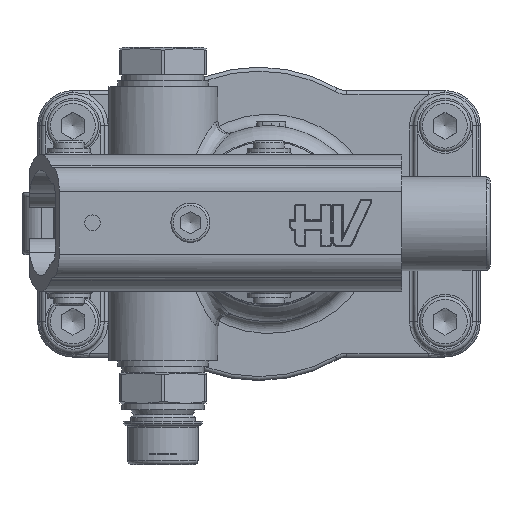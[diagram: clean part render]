
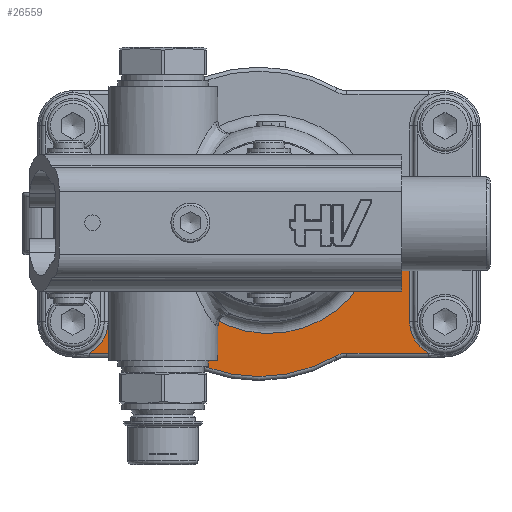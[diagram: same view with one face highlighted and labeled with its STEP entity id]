
A CAD part, top view. The second image highlights one B-rep face of the part: STEP entity #26559.
In plain terms, the highlighted planar face has unit normal (0, 0, 1).
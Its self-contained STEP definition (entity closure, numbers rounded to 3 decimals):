
#25827=CARTESIAN_POINT('',(23.,23.,6.));
#25828=VERTEX_POINT('',#25827);
#25853=CARTESIAN_POINT('',(23.,17.,6.));
#25854=VERTEX_POINT('',#25853);
#25855=CARTESIAN_POINT('',(23.,23.,6.));
#25856=DIRECTION('',(0.0,-1.0,0.0));
#25857=VECTOR('',#25856,6.);
#25858=LINE('',#25855,#25857);
#25859=EDGE_CURVE('',#25828,#25854,#25858,.T.);
#25891=CARTESIAN_POINT('',(84.957,23.5,6.));
#25892=VERTEX_POINT('',#25891);
#25900=CARTESIAN_POINT('',(95.,23.5,6.));
#25901=VERTEX_POINT('',#25900);
#25902=CARTESIAN_POINT('',(84.957,23.5,6.));
#25903=DIRECTION('',(1.0,0.0,0.0));
#25904=VECTOR('',#25903,10.043);
#25905=LINE('',#25902,#25904);
#25906=EDGE_CURVE('',#25892,#25901,#25905,.T.);
#25924=CARTESIAN_POINT('',(40.187,13.262,6.));
#25925=VERTEX_POINT('',#25924);
#25926=CARTESIAN_POINT('',(32.,17.,6.));
#25927=DIRECTION('',(0.0,0.0,1.0));
#25928=DIRECTION('',(-0.91,0.415,0.0));
#25929=AXIS2_PLACEMENT_3D('',#25926,#25927,#25928);
#25930=CIRCLE('',#25929,9.0);
#25931=EDGE_CURVE('',#25854,#25925,#25930,.T.);
#25984=CARTESIAN_POINT('',(59.,34.0,6.));
#25985=DIRECTION('',(0.0,0.0,1.0));
#25986=DIRECTION('',(0.231,0.973,0.0));
#25987=AXIS2_PLACEMENT_3D('',#25984,#25985,#25986);
#25988=CIRCLE('',#25987,28.);
#25989=EDGE_CURVE('',#25925,#25892,#25988,.T.);
#26225=CARTESIAN_POINT('',(18.,23.,6.));
#26226=VERTEX_POINT('',#26225);
#26234=CARTESIAN_POINT('',(18.,23.,6.));
#26235=DIRECTION('',(1.0,0.0,0.0));
#26236=VECTOR('',#26235,5.);
#26237=LINE('',#26234,#26236);
#26238=EDGE_CURVE('',#26226,#25828,#26237,.T.);
#26433=CARTESIAN_POINT('',(18.,9.,6.));
#26434=VERTEX_POINT('',#26433);
#26442=CARTESIAN_POINT('',(18.0,9.0,6.));
#26443=DIRECTION('',(0.0,1.0,0.0));
#26444=VECTOR('',#26443,14.);
#26445=LINE('',#26442,#26444);
#26446=EDGE_CURVE('',#26434,#26226,#26445,.T.);
#26456=CARTESIAN_POINT('',(13.123,1.,6.));
#26457=VERTEX_POINT('',#26456);
#26467=CARTESIAN_POINT('',(9.,9.0,6.));
#26468=DIRECTION('',(0.0,0.0,1.0));
#26469=DIRECTION('',(0.0,-1.0,0.0));
#26470=AXIS2_PLACEMENT_3D('',#26467,#26468,#26469);
#26471=CIRCLE('',#26470,9.0);
#26472=EDGE_CURVE('',#26457,#26434,#26471,.T.);
#26487=CARTESIAN_POINT('',(56.5,34.,6.));
#26488=DIRECTION('',(0.0,0.0,1.0));
#26489=DIRECTION('',(1.0,0.0,0.0));
#26490=AXIS2_PLACEMENT_3D('',#26487,#26488,#26489);
#26491=PLANE('',#26490);
#26492=CARTESIAN_POINT('',(99.877,1.,6.));
#26493=VERTEX_POINT('',#26492);
#26494=CARTESIAN_POINT('',(78.95,1.0,6.));
#26495=VERTEX_POINT('',#26494);
#26496=CARTESIAN_POINT('',(99.877,1.,6.));
#26497=DIRECTION('',(-1.0,0.0,0.0));
#26498=VECTOR('',#26497,20.927);
#26499=LINE('',#26496,#26498);
#26500=EDGE_CURVE('',#26493,#26495,#26499,.T.);
#26501=ORIENTED_EDGE('',*,*,#26500,.F.);
#26502=CARTESIAN_POINT('',(95.0,9.0,6.));
#26503=VERTEX_POINT('',#26502);
#26504=CARTESIAN_POINT('',(104.0,9.,6.));
#26505=DIRECTION('',(0.0,0.0,1.0));
#26506=DIRECTION('',(0.0,-1.0,0.0));
#26507=AXIS2_PLACEMENT_3D('',#26504,#26505,#26506);
#26508=CIRCLE('',#26507,9.0);
#26509=EDGE_CURVE('',#26503,#26493,#26508,.T.);
#26510=ORIENTED_EDGE('',*,*,#26509,.F.);
#26511=CARTESIAN_POINT('',(95.,23.5,6.));
#26512=DIRECTION('',(0.0,-1.0,0.0));
#26513=VECTOR('',#26512,14.5);
#26514=LINE('',#26511,#26513);
#26515=EDGE_CURVE('',#25901,#26503,#26514,.T.);
#26516=ORIENTED_EDGE('',*,*,#26515,.F.);
#26517=ORIENTED_EDGE('',*,*,#25906,.F.);
#26518=ORIENTED_EDGE('',*,*,#25989,.F.);
#26519=ORIENTED_EDGE('',*,*,#25931,.F.);
#26520=ORIENTED_EDGE('',*,*,#25859,.F.);
#26521=ORIENTED_EDGE('',*,*,#26238,.F.);
#26522=ORIENTED_EDGE('',*,*,#26446,.F.);
#26523=ORIENTED_EDGE('',*,*,#26472,.F.);
#26524=CARTESIAN_POINT('',(34.05,1.,6.));
#26525=VERTEX_POINT('',#26524);
#26526=CARTESIAN_POINT('',(34.05,1.,6.));
#26527=DIRECTION('',(-1.0,0.0,0.0));
#26528=VECTOR('',#26527,20.927);
#26529=LINE('',#26526,#26528);
#26530=EDGE_CURVE('',#26525,#26457,#26529,.T.);
#26531=ORIENTED_EDGE('',*,*,#26530,.F.);
#26532=CARTESIAN_POINT('',(37.043,0.2,6.));
#26533=VERTEX_POINT('',#26532);
#26534=CARTESIAN_POINT('',(34.05,-5.0,6.));
#26535=DIRECTION('',(0.0,0.0,1.0));
#26536=DIRECTION('',(0.258,0.966,0.0));
#26537=AXIS2_PLACEMENT_3D('',#26534,#26535,#26536);
#26538=CIRCLE('',#26537,6.0);
#26539=EDGE_CURVE('',#26533,#26525,#26538,.T.);
#26540=ORIENTED_EDGE('',*,*,#26539,.F.);
#26541=CARTESIAN_POINT('',(75.957,0.2,6.));
#26542=VERTEX_POINT('',#26541);
#26543=CARTESIAN_POINT('',(56.5,34.0,6.));
#26544=DIRECTION('',(0.0,0.0,-1.0));
#26545=DIRECTION('',(0.0,-1.0,0.0));
#26546=AXIS2_PLACEMENT_3D('',#26543,#26544,#26545);
#26547=CIRCLE('',#26546,39.0);
#26548=EDGE_CURVE('',#26542,#26533,#26547,.T.);
#26549=ORIENTED_EDGE('',*,*,#26548,.F.);
#26550=CARTESIAN_POINT('',(78.95,-5.0,6.));
#26551=DIRECTION('',(0.0,0.0,1.0));
#26552=DIRECTION('',(-0.258,0.966,0.0));
#26553=AXIS2_PLACEMENT_3D('',#26550,#26551,#26552);
#26554=CIRCLE('',#26553,6.);
#26555=EDGE_CURVE('',#26495,#26542,#26554,.T.);
#26556=ORIENTED_EDGE('',*,*,#26555,.F.);
#26557=EDGE_LOOP('',(#26501,#26510,#26516,#26517,#26518,#26519,#26520,#26521,#26522,#26523,#26531,#26540,#26549,#26556));
#26558=FACE_OUTER_BOUND('',#26557,.T.);
#26559=ADVANCED_FACE('',(#26558),#26491,.T.);
